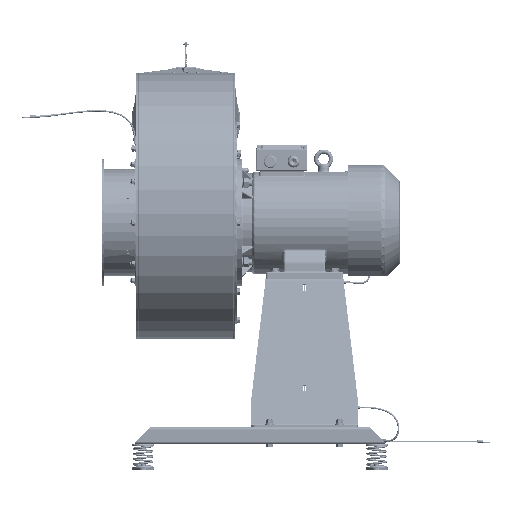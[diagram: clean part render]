
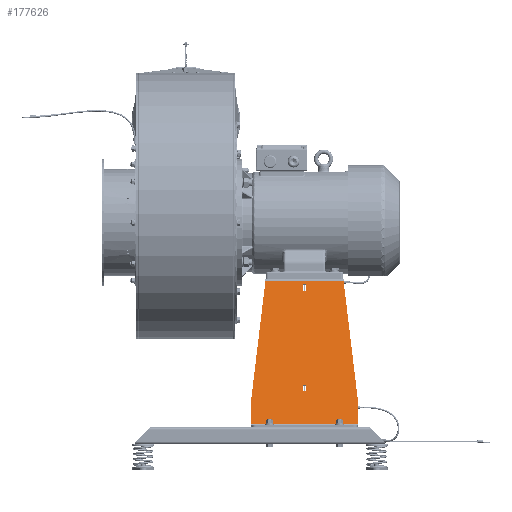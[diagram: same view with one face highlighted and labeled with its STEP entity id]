
A CAD part, front view. The second image highlights one B-rep face of the part: STEP entity #177626.
In plain terms, the highlighted planar face has unit normal (0, -0.966, 0.259).
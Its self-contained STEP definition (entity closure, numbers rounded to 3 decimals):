
#7428=FACE_BOUND('',#60236,.T.);
#7429=FACE_BOUND('',#60237,.T.);
#12105=PLANE('',#194193);
#24316=LINE('',#333928,#36745);
#24320=LINE('',#333936,#36749);
#24325=LINE('',#333946,#36754);
#24328=LINE('',#333951,#36757);
#24332=LINE('',#333960,#36761);
#24336=LINE('',#333968,#36765);
#24339=LINE('',#333974,#36768);
#24342=LINE('',#333979,#36771);
#24377=LINE('',#334064,#36806);
#24382=LINE('',#334073,#36811);
#24383=LINE('',#334076,#36812);
#24386=LINE('',#334082,#36815);
#24391=LINE('',#334091,#36820);
#24392=LINE('',#334093,#36821);
#24401=LINE('',#334108,#36830);
#24404=LINE('',#334118,#36833);
#36745=VECTOR('',#239086,10.);
#36749=VECTOR('',#239092,10.);
#36754=VECTOR('',#239099,10.);
#36757=VECTOR('',#239104,10.);
#36761=VECTOR('',#239110,10.);
#36765=VECTOR('',#239116,10.);
#36768=VECTOR('',#239121,10.);
#36771=VECTOR('',#239126,10.);
#36806=VECTOR('',#239235,10.);
#36811=VECTOR('',#239242,10.);
#36812=VECTOR('',#239245,10.);
#36815=VECTOR('',#239250,10.);
#36820=VECTOR('',#239257,10.);
#36821=VECTOR('',#239260,10.);
#36830=VECTOR('',#239273,10.);
#36833=VECTOR('',#239290,10.);
#49251=FACE_OUTER_BOUND('',#60235,.T.);
#60235=EDGE_LOOP('',(#156057,#156058,#156059,#156060,#156061,#156062,#156063,
#156064));
#60236=EDGE_LOOP('',(#156065,#156066,#156067,#156068));
#60237=EDGE_LOOP('',(#156069,#156070,#156071,#156072));
#83545=VERTEX_POINT('',#333926);
#83546=VERTEX_POINT('',#333927);
#83549=VERTEX_POINT('',#333935);
#83553=VERTEX_POINT('',#333945);
#83557=VERTEX_POINT('',#333958);
#83558=VERTEX_POINT('',#333959);
#83561=VERTEX_POINT('',#333967);
#83563=VERTEX_POINT('',#333973);
#83573=VERTEX_POINT('',#334050);
#83576=VERTEX_POINT('',#334059);
#83577=VERTEX_POINT('',#334063);
#83580=VERTEX_POINT('',#334071);
#83581=VERTEX_POINT('',#334075);
#83583=VERTEX_POINT('',#334081);
#83586=VERTEX_POINT('',#334089);
#83590=VERTEX_POINT('',#334107);
#107790=EDGE_CURVE('',#83545,#83546,#24316,.T.);
#107794=EDGE_CURVE('',#83549,#83545,#24320,.T.);
#107799=EDGE_CURVE('',#83553,#83549,#24325,.T.);
#107802=EDGE_CURVE('',#83546,#83553,#24328,.T.);
#107806=EDGE_CURVE('',#83557,#83558,#24332,.T.);
#107810=EDGE_CURVE('',#83561,#83557,#24336,.T.);
#107813=EDGE_CURVE('',#83563,#83561,#24339,.T.);
#107816=EDGE_CURVE('',#83558,#83563,#24342,.T.);
#107859=EDGE_CURVE('',#83573,#83577,#24377,.T.);
#107864=EDGE_CURVE('',#83580,#83576,#24382,.T.);
#107865=EDGE_CURVE('',#83581,#83580,#24383,.T.);
#107868=EDGE_CURVE('',#83577,#83583,#24386,.T.);
#107873=EDGE_CURVE('',#83581,#83586,#24391,.T.);
#107874=EDGE_CURVE('',#83576,#83573,#24392,.T.);
#107883=EDGE_CURVE('',#83590,#83583,#24401,.T.);
#107889=EDGE_CURVE('',#83586,#83590,#24404,.T.);
#156057=ORIENTED_EDGE('',*,*,#107864,.F.);
#156058=ORIENTED_EDGE('',*,*,#107865,.F.);
#156059=ORIENTED_EDGE('',*,*,#107873,.T.);
#156060=ORIENTED_EDGE('',*,*,#107889,.T.);
#156061=ORIENTED_EDGE('',*,*,#107883,.T.);
#156062=ORIENTED_EDGE('',*,*,#107868,.F.);
#156063=ORIENTED_EDGE('',*,*,#107859,.F.);
#156064=ORIENTED_EDGE('',*,*,#107874,.F.);
#156065=ORIENTED_EDGE('',*,*,#107790,.F.);
#156066=ORIENTED_EDGE('',*,*,#107794,.F.);
#156067=ORIENTED_EDGE('',*,*,#107799,.F.);
#156068=ORIENTED_EDGE('',*,*,#107802,.F.);
#156069=ORIENTED_EDGE('',*,*,#107806,.F.);
#156070=ORIENTED_EDGE('',*,*,#107810,.F.);
#156071=ORIENTED_EDGE('',*,*,#107813,.F.);
#156072=ORIENTED_EDGE('',*,*,#107816,.F.);
#177626=ADVANCED_FACE('',(#49251,#7428,#7429),#12105,.F.);
#194193=AXIS2_PLACEMENT_3D('',#334117,#239288,#239289);
#239086=DIRECTION('',(0.,0.259,0.966));
#239092=DIRECTION('',(1.,0.,0.));
#239099=DIRECTION('',(0.,-0.259,-0.966));
#239104=DIRECTION('',(-1.,0.,0.));
#239110=DIRECTION('',(0.,0.259,0.966));
#239116=DIRECTION('',(1.,0.,0.));
#239121=DIRECTION('',(0.,-0.259,-0.966));
#239126=DIRECTION('',(-1.,0.,0.));
#239235=DIRECTION('',(0.,-0.259,-0.966));
#239242=DIRECTION('',(0.,0.259,0.966));
#239245=DIRECTION('',(0.115,0.257,0.959));
#239250=DIRECTION('',(0.115,-0.257,-0.959));
#239257=DIRECTION('',(0.,-0.259,-0.966));
#239260=DIRECTION('',(1.,0.,0.));
#239273=DIRECTION('',(0.,0.259,0.966));
#239288=DIRECTION('center_axis',(0.,0.966,
-0.259));
#239289=DIRECTION('ref_axis',(1.,0.,0.));
#239290=DIRECTION('',(1.,0.,0.));
#333926=CARTESIAN_POINT('',(121.475,-143.031,-160.258));
#333927=CARTESIAN_POINT('',(121.475,-139.149,-145.769));
#333928=CARTESIAN_POINT('',(121.475,-156.964,-212.257));
#333935=CARTESIAN_POINT('',(116.475,-143.031,-160.258));
#333936=CARTESIAN_POINT('',(117.725,-143.031,-160.258));
#333945=CARTESIAN_POINT('',(116.475,-139.149,-145.769));
#333946=CARTESIAN_POINT('',(116.475,-155.023,-205.013));
#333951=CARTESIAN_POINT('',(120.225,-139.149,-145.769));
#333958=CARTESIAN_POINT('',(121.475,-206.543,-397.288));
#333959=CARTESIAN_POINT('',(121.475,-202.661,-382.8));
#333960=CARTESIAN_POINT('',(121.475,-188.72,-330.772));
#333967=CARTESIAN_POINT('',(116.475,-206.543,-397.288));
#333968=CARTESIAN_POINT('',(117.725,-206.543,-397.288));
#333973=CARTESIAN_POINT('',(116.475,-202.661,-382.8));
#333974=CARTESIAN_POINT('',(116.475,-186.779,-323.528));
#333979=CARTESIAN_POINT('',(120.225,-202.661,-382.8));
#334050=CARTESIAN_POINT('',(211.475,-136.949,-137.559));
#334059=CARTESIAN_POINT('',(26.475,-136.949,-137.559));
#334063=CARTESIAN_POINT('',(211.475,-137.964,-141.347));
#334064=CARTESIAN_POINT('',(211.475,-136.313,-135.187));
#334071=CARTESIAN_POINT('',(26.475,-137.964,-141.347));
#334073=CARTESIAN_POINT('',(26.475,-154.431,-202.802));
#334075=CARTESIAN_POINT('',(-6.025,-210.433,-411.806));
#334076=CARTESIAN_POINT('',(3.553,-189.076,-332.098));
#334081=CARTESIAN_POINT('',(243.975,-210.433,-411.806));
#334082=CARTESIAN_POINT('',(218.147,-152.841,-196.868));
#334089=CARTESIAN_POINT('',(-6.025,-227.406,-475.147));
#334091=CARTESIAN_POINT('',(-6.025,-228.915,-480.782));
#334093=CARTESIAN_POINT('',(118.975,-136.949,-137.559));
#334107=CARTESIAN_POINT('',(243.975,-227.406,-475.147));
#334108=CARTESIAN_POINT('',(243.975,-101.729,-6.117));
#334117=CARTESIAN_POINT('Origin',(118.975,-170.898,-264.256));
#334118=CARTESIAN_POINT('',(118.975,-227.406,-475.147));
